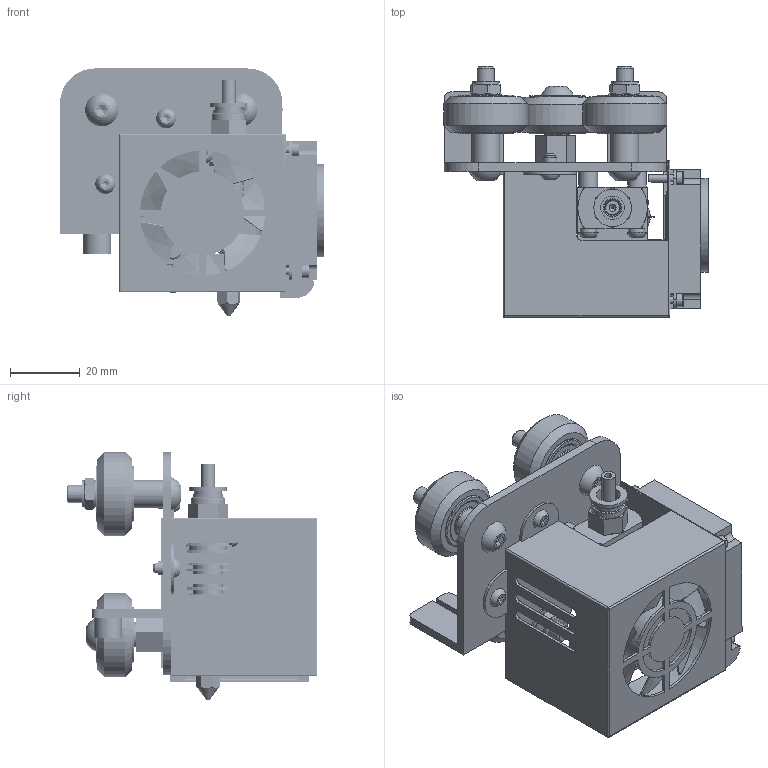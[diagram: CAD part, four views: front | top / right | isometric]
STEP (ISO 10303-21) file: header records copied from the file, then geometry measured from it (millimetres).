
FILE_DESCRIPTION(/* description */ (''),/* implementation_level */ '2;1');
FILE_NAME(/* name */ 'Ender3 Printhead_v5.step',/* time_stamp */ '2023-08-31T11:35:20-07:00',/* author */ (''),/* organization */ (''),/* preprocessor_version */ 'ST-DEVELOPER v20',/* originating_system */ 'Autodesk Translation Framework v12.9.0.99',/* authorisation */ '');
FILE_SCHEMA (('AUTOMOTIVE_DESIGN { 1 0 10303 214 3 1 1 }'));
Length unit declared in the file: millimetre
Products named in the file (38): Ender3 Printhead; X Slider Attachment; Component114; V Wheel Component; V Wheel Component_1; M5 Self-locking nut; V Wheel Component_2; Rollers; M5 washer1; 625pillow; Eccentric column; M5 washer; M5X30 Pan Head Screw; Spacers for rollers; Copper cover; Fan assembly; Fan cover; Nozzle fan; M3X10 Pan Head Screw; M3X6Pan Head Screw; Cold section fan; Nozzle fan duct; M2X8 Socket Head Screw; M2X10±­Í·; Sprinkler assembly; Radiator; Catheter; Heat block; nozzle; Heater; Nozzle thermistor; M3X4 Screw ; Pneumatic joint; D4 Teflon tube; M3¡Á18 Flush Head Screw; M3 Split Washer; M3X16 Pan Head Screw; M3 Screw
Assembly tree (62 placements, depth 4):
  Ender3 Printhead
    X Slider Attachment
      Component114
      M5X30 Pan Head Screw  x3
      M5 Self-locking nut  x3
      V Wheel Component
        Rollers
        M5 washer1
        625pillow  x2
      V Wheel Component_1
        Rollers
        M5 washer1
        625pillow  x2
      V Wheel Component_2
        Rollers
        M5 washer1
        625pillow  x2
      Eccentric column
      M5 washer
      Spacers for rollers  x2
      Copper cover  x2
    Fan assembly
      Fan cover
      Nozzle fan
      M3X10 Pan Head Screw  x4
      M3X6Pan Head Screw  x2
      Cold section fan
      Nozzle fan duct
      M2X8 Socket Head Screw  x2
      M2X10±­Í·  x2
    Sprinkler assembly
      Radiator
      Catheter
      Heat block
      nozzle
      M3 Screw  x2
      Heater
      Nozzle thermistor
      M3X4 Screw 
      Pneumatic joint
      D4 Teflon tube
      M3¡Á18 Flush Head Screw  x2
      M3 Split Washer  x2
      M3X16 Pan Head Screw  x2
Bounding box: 76.05 x 72.2 x 71.4 mm (x, y, z)
Volume: 59944.3 mm3; surface area: 77796 mm2
Topology: 134 solids, 136 shells, 2410 faces, 6469 edges, 4148 vertices
Faces by surface type: plane 1187, cylinder 539, sphere 235, bspline 158, cone 156, torus 135
Full cylindrical faces by diameter (mm): 0.1 x2, 0.197 x6, 0.277 x6, 0.4 x1, 0.78 x2, 2 x12, 2.4 x2, 2.5 x3, 2.6 x4, 3 x23, 3.2 x8, 3.8 x4, 4 x5, 4.134 x3, 4.2 x1, 4.9 x1, 5 x17, 5.2 x1, 5.3 x1, 5.4 x6, 5.5 x2, 5.9 x1, 6 x11, 6.05 x1, 6.72 x2, 6.8 x1, 7 x2, 7.2 x5, 7.78 x6, 7.8 x1
Entity records: 41727 total; most frequent: CARTESIAN_POINT 14327, DIRECTION 5501, ORIENTED_EDGE 5388, EDGE_CURVE 2694, AXIS2_PLACEMENT_3D 2130, VERTEX_POINT 1787, EDGE_LOOP 1345, LINE 1241
